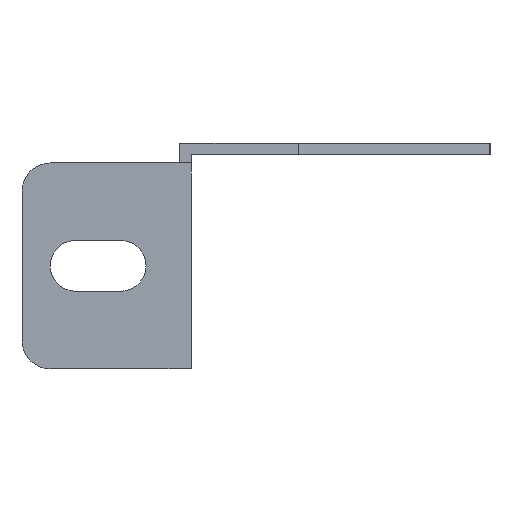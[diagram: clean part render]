
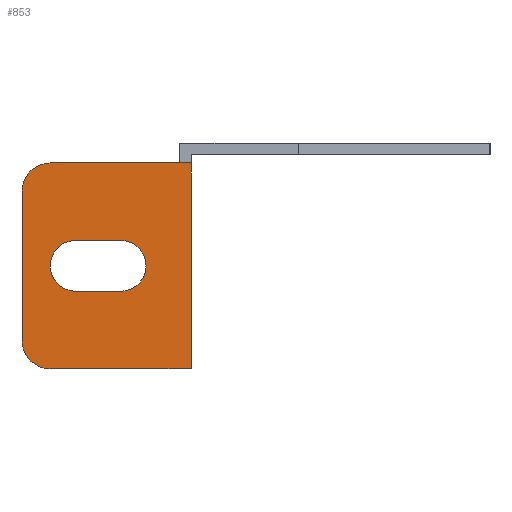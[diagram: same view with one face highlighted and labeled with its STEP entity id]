
A CAD part, left-side view. The second image highlights one B-rep face of the part: STEP entity #853.
In plain terms, the highlighted planar face has unit normal (-1, 0, 0).
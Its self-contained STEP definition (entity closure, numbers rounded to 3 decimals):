
#9=CARTESIAN_POINT('',(-102.5,10.5,0.));
#10=DIRECTION('',(1.,0.,0.));
#11=DIRECTION('',(0.,0.,1.));
#12=AXIS2_PLACEMENT_3D('',#9,#10,#11);
#14=CARTESIAN_POINT('',(-102.5,18.5,0.));
#15=DIRECTION('',(1.,0.,0.));
#16=DIRECTION('',(0.,0.,-1.));
#17=AXIS2_PLACEMENT_3D('',#14,#15,#16);
#19=CARTESIAN_POINT('',(-102.5,23.,-13.25));
#20=DIRECTION('',(-1.,0.,0.));
#21=DIRECTION('',(0.,1.,0.));
#22=AXIS2_PLACEMENT_3D('',#19,#20,#21);
#24=DIRECTION('',(0.,0.,1.));
#25=VECTOR('',#24,26.5);
#26=CARTESIAN_POINT('',(-102.5,28.,-13.25));
#27=LINE('',#26,#25);
#28=CARTESIAN_POINT('',(-102.5,23.,13.25));
#29=DIRECTION('',(-1.,0.,0.));
#30=DIRECTION('',(0.,0.,1.));
#31=AXIS2_PLACEMENT_3D('',#28,#29,#30);
#41=DIRECTION('',(0.,-1.,0.));
#42=VECTOR('',#41,8.);
#43=CARTESIAN_POINT('',(-102.5,18.5,-4.5));
#44=LINE('',#43,#42);
#77=DIRECTION('',(0.,1.,0.));
#78=VECTOR('',#77,8.);
#79=CARTESIAN_POINT('',(-102.5,10.5,4.5));
#80=LINE('',#79,#78);
#97=DIRECTION('',(0.,1.,0.));
#98=VECTOR('',#97,25.);
#99=CARTESIAN_POINT('',(-102.5,-2.,18.25));
#100=LINE('',#99,#98);
#215=DIRECTION('',(0.,-1.,0.));
#216=VECTOR('',#215,25.);
#217=CARTESIAN_POINT('',(-102.5,23.,-18.25));
#218=LINE('',#217,#216);
#247=DIRECTION('',(0.,0.,1.));
#248=VECTOR('',#247,36.5);
#249=CARTESIAN_POINT('',(-102.5,-2.,-18.25));
#250=LINE('',#249,#248);
#626=CARTESIAN_POINT('',(-102.5,18.5,4.5));
#628=VERTEX_POINT('',#626);
#629=CARTESIAN_POINT('',(-102.5,18.5,-4.5));
#631=VERTEX_POINT('',#629);
#634=CARTESIAN_POINT('',(-102.5,28.,13.25));
#636=VERTEX_POINT('',#634);
#637=CARTESIAN_POINT('',(-102.5,10.5,4.5));
#639=VERTEX_POINT('',#637);
#647=CARTESIAN_POINT('',(-102.5,23.,18.25));
#648=VERTEX_POINT('',#647);
#650=CARTESIAN_POINT('',(-102.5,10.5,-4.5));
#652=VERTEX_POINT('',#650);
#655=CARTESIAN_POINT('',(-102.5,-2.,18.25));
#656=VERTEX_POINT('',#655);
#797=CARTESIAN_POINT('',(-102.5,-2.,-18.25));
#798=VERTEX_POINT('',#797);
#805=CARTESIAN_POINT('',(-102.5,28.,-13.25));
#806=VERTEX_POINT('',#805);
#807=CARTESIAN_POINT('',(-102.5,23.,-18.25));
#808=VERTEX_POINT('',#807);
#825=CARTESIAN_POINT('',(-102.5,28.,18.25));
#826=DIRECTION('',(-1.,0.,0.));
#827=DIRECTION('',(0.,0.,-1.));
#828=AXIS2_PLACEMENT_3D('',#825,#826,#827);
#829=PLANE('',#828);
#831=ORIENTED_EDGE('',*,*,#830,.F.);
#833=ORIENTED_EDGE('',*,*,#832,.T.);
#835=ORIENTED_EDGE('',*,*,#834,.F.);
#837=ORIENTED_EDGE('',*,*,#836,.F.);
#839=ORIENTED_EDGE('',*,*,#838,.F.);
#841=ORIENTED_EDGE('',*,*,#840,.F.);
#842=EDGE_LOOP('',(#831,#833,#835,#837,#839,#841));
#843=FACE_OUTER_BOUND('',#842,.F.);
#845=ORIENTED_EDGE('',*,*,#844,.F.);
#847=ORIENTED_EDGE('',*,*,#846,.T.);
#848=ORIENTED_EDGE('',*,*,#814,.F.);
#850=ORIENTED_EDGE('',*,*,#849,.T.);
#851=EDGE_LOOP('',(#845,#847,#848,#850));
#852=FACE_BOUND('',#851,.F.);
#853=ADVANCED_FACE('',(#843,#852),#829,.T.);
#13=CIRCLE('',#12,4.5);
#18=CIRCLE('',#17,4.5);
#23=CIRCLE('',#22,5.);
#32=CIRCLE('',#31,5.);
#814=EDGE_CURVE('',#631,#628,#18,.T.);
#830=EDGE_CURVE('',#806,#808,#23,.T.);
#832=EDGE_CURVE('',#806,#636,#27,.T.);
#834=EDGE_CURVE('',#648,#636,#32,.T.);
#836=EDGE_CURVE('',#656,#648,#100,.T.);
#838=EDGE_CURVE('',#798,#656,#250,.T.);
#840=EDGE_CURVE('',#808,#798,#218,.T.);
#844=EDGE_CURVE('',#639,#652,#13,.T.);
#846=EDGE_CURVE('',#639,#628,#80,.T.);
#849=EDGE_CURVE('',#631,#652,#44,.T.);
